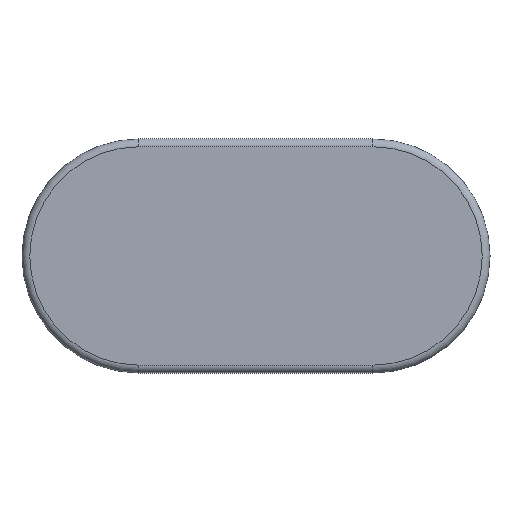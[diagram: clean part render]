
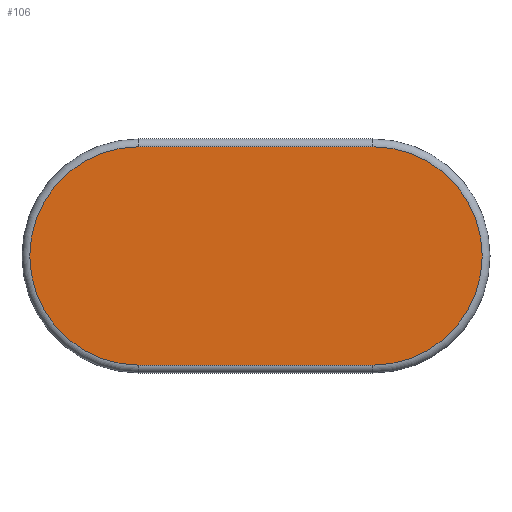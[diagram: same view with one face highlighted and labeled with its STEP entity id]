
A CAD part, top view. The second image highlights one B-rep face of the part: STEP entity #106.
In plain terms, the highlighted planar face has unit normal (0, 0, 1).
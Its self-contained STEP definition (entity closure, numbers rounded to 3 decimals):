
#106 = ADVANCED_FACE( '', ( #266 ), #267, .T. );
#266 = FACE_OUTER_BOUND( '', #491, .T. );
#267 = PLANE( '', #492 );
#491 = EDGE_LOOP( '', ( #741, #742, #743, #744 ) );
#492 = AXIS2_PLACEMENT_3D( '', #745, #746, #747 );
#741 = ORIENTED_EDGE( '', *, *, #1295, .T. );
#742 = ORIENTED_EDGE( '', *, *, #1296, .T. );
#743 = ORIENTED_EDGE( '', *, *, #1297, .T. );
#744 = ORIENTED_EDGE( '', *, *, #1282, .T. );
#745 = CARTESIAN_POINT( '', ( -15., 0., 18. ) );
#746 = DIRECTION( '', ( 0., 0., 1. ) );
#747 = DIRECTION( '', ( 1., 0., 0. ) );
#1282 = EDGE_CURVE( '', #1511, #1515, #1517, .T. );
#1295 = EDGE_CURVE( '', #1515, #1537, #1538, .T. );
#1296 = EDGE_CURVE( '', #1537, #1539, #1540, .T. );
#1297 = EDGE_CURVE( '', #1539, #1511, #1541, .T. );
#1511 = VERTEX_POINT( '', #1840 );
#1515 = VERTEX_POINT( '', #1845 );
#1517 = LINE( '', #1847, #1848 );
#1537 = VERTEX_POINT( '', #1876 );
#1538 = CIRCLE( '', #1877, 14. );
#1539 = VERTEX_POINT( '', #1878 );
#1540 = LINE( '', #1879, #1880 );
#1541 = CIRCLE( '', #1881, 14. );
#1840 = CARTESIAN_POINT( '', ( -15., -14., 18. ) );
#1845 = CARTESIAN_POINT( '', ( 15., -14., 18. ) );
#1847 = CARTESIAN_POINT( '', ( 15., -14., 18. ) );
#1848 = VECTOR( '', #2262, 1000. );
#1876 = CARTESIAN_POINT( '', ( 15., 14., 18. ) );
#1877 = AXIS2_PLACEMENT_3D( '', #2271, #2272, #2273 );
#1878 = CARTESIAN_POINT( '', ( -15., 14., 18. ) );
#1879 = CARTESIAN_POINT( '', ( -15., 14., 18. ) );
#1880 = VECTOR( '', #2274, 1000. );
#1881 = AXIS2_PLACEMENT_3D( '', #2275, #2276, #2277 );
#2262 = DIRECTION( '', ( 1., 0., 0. ) );
#2271 = CARTESIAN_POINT( '', ( 15., 0., 18. ) );
#2272 = DIRECTION( '', ( 0., 0., 1. ) );
#2273 = DIRECTION( '', ( 1., 0., 0. ) );
#2274 = DIRECTION( '', ( -1., 0., 0. ) );
#2275 = CARTESIAN_POINT( '', ( -15., 0., 18. ) );
#2276 = DIRECTION( '', ( 0., 0., 1. ) );
#2277 = DIRECTION( '', ( 1., 0., 0. ) );
